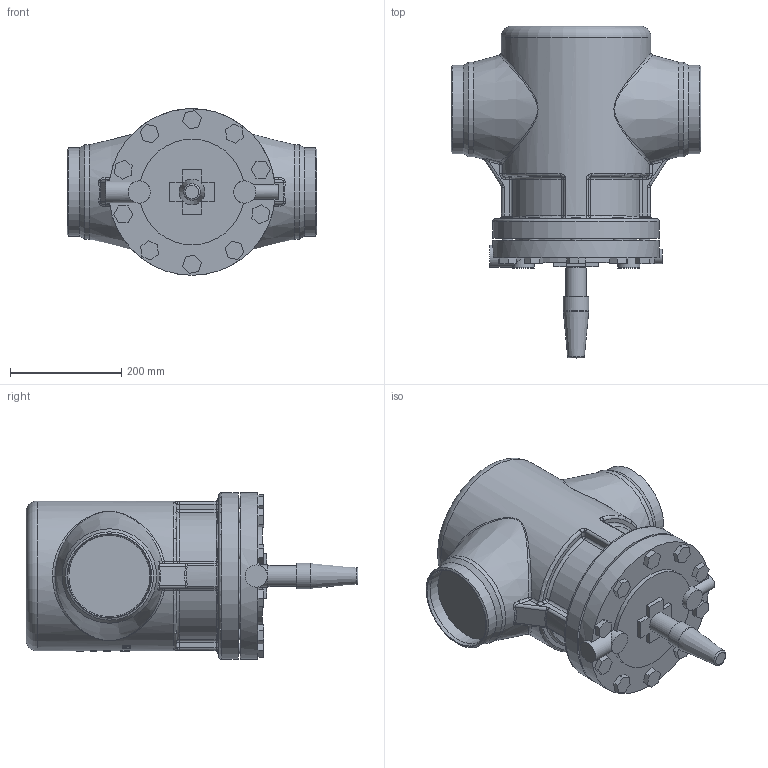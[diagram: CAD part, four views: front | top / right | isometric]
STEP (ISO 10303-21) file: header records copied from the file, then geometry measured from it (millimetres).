
FILE_DESCRIPTION(('TFLEX Exchange Step'),'2;1');
FILE_NAME('027B3150R.stp', '2024-07-02T16:32:25+03:00',('RUCO3378'),('Unknown organisation'),'TFLEX Exchange 2024.4','T-FLEX CAD','Unknown authorisation');
FILE_SCHEMA( ('AP203_CONFIGURATION_CONTROLLED_3D_DESIGN_OF_MECHANICAL_PARTS_AND_ASSEMBLIES_MIM_LF') );
Length unit declared in the file: millimetre
Products named in the file (1): Assembly
Bounding box: 450 x 597.5 x 300 mm (x, y, z)
Volume: 28721139.9 mm3; surface area: 736116.5 mm2
Topology: 1 solids, 1 shells, 611 faces, 1640 edges, 1073 vertices
Faces by surface type: plane 251, bspline 189, cylinder 114, torus 28, sphere 20, cone 9
Full cylindrical faces by diameter (mm): 20 x18, 26 x1, 32 x1, 38 x1, 40 x3, 46 x1, 146 x2, 159 x2, 170 x2, 220 x1, 270 x1, 300 x2
Entity records: 27858 total; most frequent: CARTESIAN_POINT 13945, ORIENTED_EDGE 3272, DIRECTION 2298, EDGE_CURVE 1636, VERTEX_POINT 1071, AXIS2_PLACEMENT_3D 861, EDGE_LOOP 675, FACE_BOUND 675
